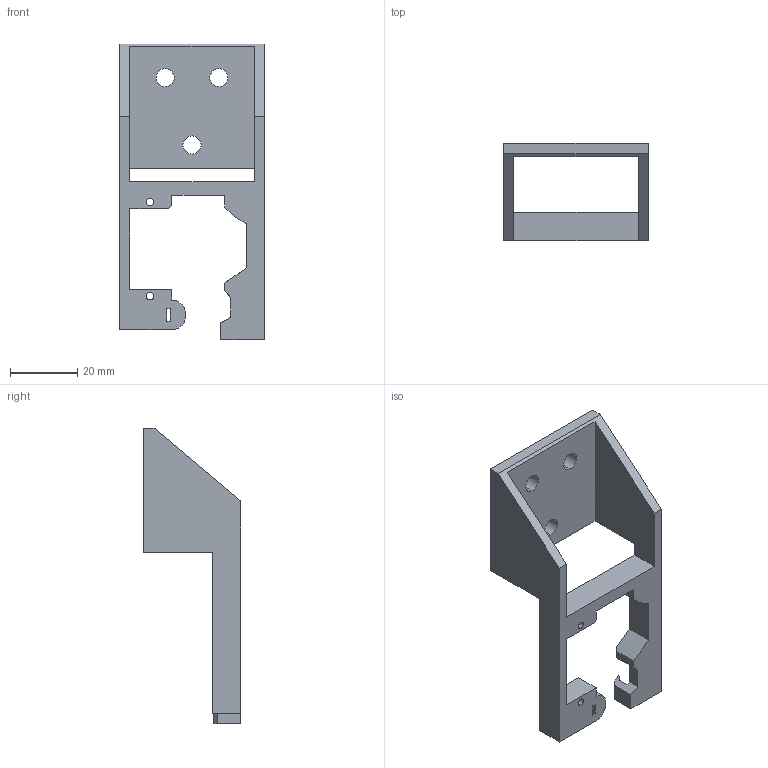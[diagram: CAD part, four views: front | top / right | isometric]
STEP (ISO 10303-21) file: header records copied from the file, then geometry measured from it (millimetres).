
FILE_DESCRIPTION (( 'STEP AP214' ), '1' );
FILE_NAME ('Pebble_Wiper.STEP', '2021-04-21T03:18:47', ( '' ), ( '' ), 'SwSTEP 2.0', 'SolidWorks 2019', '' );
FILE_SCHEMA (( 'AUTOMOTIVE_DESIGN' ));
Length unit declared in the file: millimetre
Products named in the file (1): Pebble_Wiper
Bounding box: 43 x 29 x 88 mm (x, y, z)
Volume: 16676 mm3; surface area: 11258 mm2
Topology: 1 solids, 1 shells, 69 faces, 207 edges, 138 vertices
Faces by surface type: plane 56, cylinder 13
Entity records: 2369 total; most frequent: CARTESIAN_POINT 415, ORIENTED_EDGE 414, DIRECTION 373, EDGE_CURVE 207, VECTOR 181, LINE 181, VERTEX_POINT 138, AXIS2_PLACEMENT_3D 96
